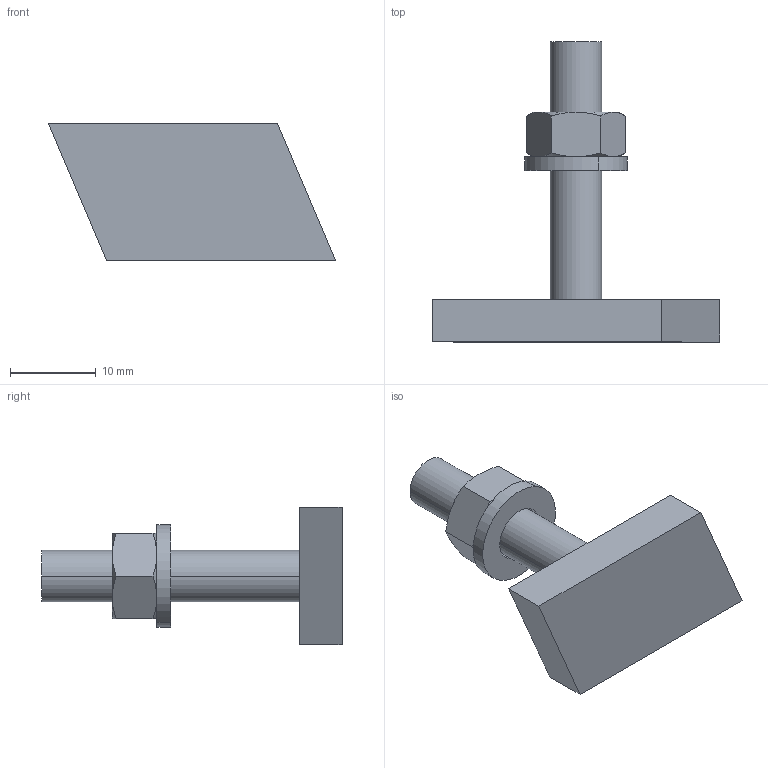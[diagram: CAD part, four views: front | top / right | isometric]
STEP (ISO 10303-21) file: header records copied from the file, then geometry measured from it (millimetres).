
FILE_DESCRIPTION (( 'STEP AP214' ), '1' );
FILE_NAME ('1148076.STEP', '2026-03-11T14:59:27', ( '' ), ( '' ), 'SwSTEP 2.0', 'SolidWorks 2024', '' );
FILE_SCHEMA (( 'AUTOMOTIVE_DESIGN' ));
Length unit declared in the file: millimetre
Products named in the file (4): 106280_M6x30; 018943_Hexagon Nut ISO - 4032 - M6 - D - N; 1148076; 018942_Washer ISO 7089 - 6
Assembly tree (3 placements, depth 2):
  1148076
    106280_M6x30
    018942_Washer ISO 7089 - 6
    018943_Hexagon Nut ISO - 4032 - M6 - D - N
Bounding box: 33.5 x 35 x 16 mm (x, y, z)
Volume: 3457.3 mm3; surface area: 2495.9 mm2
Topology: 3 solids, 3 shells, 43 faces, 90 edges, 54 vertices
Faces by surface type: plane 17, cone 16, cylinder 10
Entity records: 1335 total; most frequent: CARTESIAN_POINT 313, DIRECTION 198, ORIENTED_EDGE 180, EDGE_CURVE 90, AXIS2_PLACEMENT_3D 83, VERTEX_POINT 54, EDGE_LOOP 48, FACE_OUTER_BOUND 43
